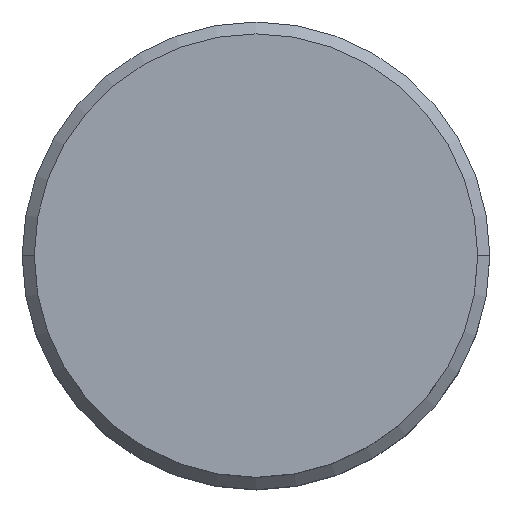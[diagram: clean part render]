
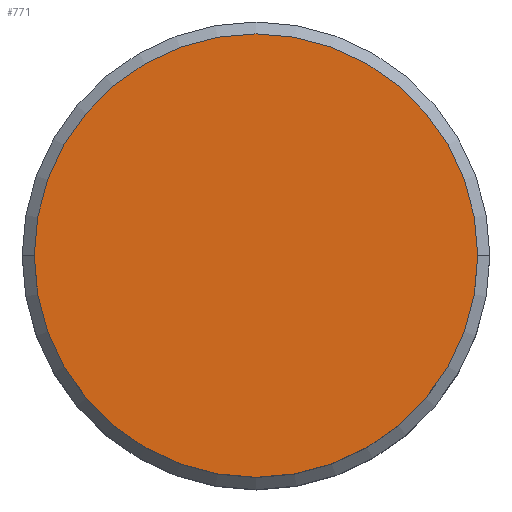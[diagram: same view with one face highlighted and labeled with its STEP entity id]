
A CAD part, top view. The second image highlights one B-rep face of the part: STEP entity #771.
In plain terms, the highlighted planar face has unit normal (0, 0, 1).
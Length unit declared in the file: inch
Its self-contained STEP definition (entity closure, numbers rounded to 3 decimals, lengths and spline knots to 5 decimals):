
#37 = DIRECTION ( 'NONE',  ( 0., 0., 1. ) ) ;
#155 = CARTESIAN_POINT ( 'NONE',  ( 0., 0.54, 0.65 ) ) ;
#180 = AXIS2_PLACEMENT_3D ( 'NONE', #363, #502, #927 ) ;
#222 = VERTEX_POINT ( 'NONE', #494 ) ;
#270 = EDGE_CURVE ( 'NONE', #1274, #222, #1283, .T. ) ;
#283 = DIRECTION ( 'NONE',  ( 1., 0., 0. ) ) ;
#299 = CARTESIAN_POINT ( 'NONE',  ( -0.174, 0.54, 0.65 ) ) ;
#304 = ORIENTED_EDGE ( 'NONE', *, *, #270, .T. ) ;
#363 = CARTESIAN_POINT ( 'NONE',  ( 0., 0.54, 0.65 ) ) ;
#379 = DIRECTION ( 'NONE',  ( 1., 0., 0. ) ) ;
#467 = PLANE ( 'NONE',  #180 ) ;
#494 = CARTESIAN_POINT ( 'NONE',  ( 0.174, 0.54, 0.65 ) ) ;
#502 = DIRECTION ( 'NONE',  ( 0., 0., 1. ) ) ;
#511 = CIRCLE ( 'NONE', #1295, 0.174 ) ;
#515 = DIRECTION ( 'NONE',  ( 0., 0., 1. ) ) ;
#602 = FACE_OUTER_BOUND ( 'NONE', #1344, .T. ) ;
#771 = ADVANCED_FACE ( 'NONE', ( #602 ), #467, .T. ) ;
#809 = ORIENTED_EDGE ( 'NONE', *, *, #1111, .T. ) ;
#927 = DIRECTION ( 'NONE',  ( 1., 0., 0. ) ) ;
#1101 = AXIS2_PLACEMENT_3D ( 'NONE', #155, #37, #379 ) ;
#1111 = EDGE_CURVE ( 'NONE', #222, #1274, #511, .T. ) ;
#1262 = CARTESIAN_POINT ( 'NONE',  ( 0., 0.54, 0.65 ) ) ;
#1274 = VERTEX_POINT ( 'NONE', #299 ) ;
#1283 = CIRCLE ( 'NONE', #1101, 0.174 ) ;
#1295 = AXIS2_PLACEMENT_3D ( 'NONE', #1262, #515, #283 ) ;
#1344 = EDGE_LOOP ( 'NONE', ( #809, #304 ) ) ;
